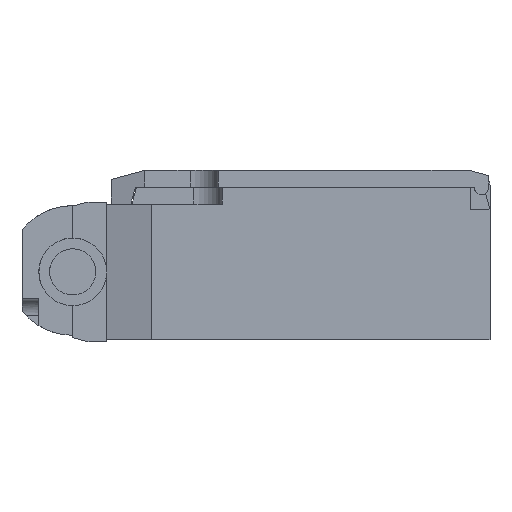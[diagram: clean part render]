
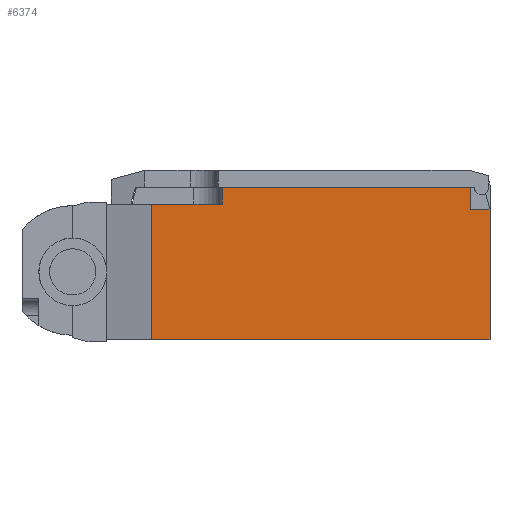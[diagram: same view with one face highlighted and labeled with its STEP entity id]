
A CAD part, front view. The second image highlights one B-rep face of the part: STEP entity #6374.
In plain terms, the highlighted planar face has unit normal (0, -1, 0).
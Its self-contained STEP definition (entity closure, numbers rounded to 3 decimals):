
#446=FACE_OUTER_BOUND($,#828,.T.);
#828=EDGE_LOOP($,(#4563,#4564,#4565,#4566,#4567,#4568,#4569,#4570));
#1247=LINE($,#9081,#1970);
#1301=LINE($,#9279,#2024);
#1350=LINE($,#9392,#2073);
#1373=LINE($,#9442,#2096);
#1379=LINE($,#9454,#2102);
#1380=LINE($,#9456,#2103);
#1381=LINE($,#9458,#2104);
#1382=LINE($,#9459,#2105);
#1970=VECTOR($,#7281,12.5);
#2024=VECTOR($,#7413,44.);
#2073=VECTOR($,#7508,60.);
#2096=VECTOR($,#7565,3.);
#2102=VECTOR($,#7583,24.);
#2103=VECTOR($,#7584,23.);
#2104=VECTOR($,#7585,3.5);
#2105=VECTOR($,#7586,4.);
#2684=VERTEX_POINT($,#9078);
#2685=VERTEX_POINT($,#9080);
#2740=VERTEX_POINT($,#9276);
#2741=VERTEX_POINT($,#9278);
#2781=VERTEX_POINT($,#9390);
#2782=VERTEX_POINT($,#9391);
#2793=VERTEX_POINT($,#9455);
#2794=VERTEX_POINT($,#9457);
#3315=EDGE_CURVE($,#2685,#2684,#1247,.T.);
#3391=EDGE_CURVE($,#2741,#2740,#1301,.T.);
#3445=EDGE_CURVE($,#2781,#2782,#1350,.T.);
#3472=EDGE_CURVE($,#2740,#2685,#1373,.T.);
#3478=EDGE_CURVE($,#2782,#2684,#1379,.T.);
#3479=EDGE_CURVE($,#2781,#2793,#1380,.T.);
#3480=EDGE_CURVE($,#2793,#2794,#1381,.T.);
#3481=EDGE_CURVE($,#2794,#2741,#1382,.T.);
#4563=ORIENTED_EDGE($,*,*,#3472,.T.);
#4564=ORIENTED_EDGE($,*,*,#3315,.T.);
#4565=ORIENTED_EDGE($,*,*,#3478,.F.);
#4566=ORIENTED_EDGE($,*,*,#3445,.F.);
#4567=ORIENTED_EDGE($,*,*,#3479,.T.);
#4568=ORIENTED_EDGE($,*,*,#3480,.T.);
#4569=ORIENTED_EDGE($,*,*,#3481,.T.);
#4570=ORIENTED_EDGE($,*,*,#3391,.T.);
#6069=PLANE($,#6790);
#6374=ADVANCED_FACE($,(#446),#6069,.T.);
#6790=AXIS2_PLACEMENT_3D($,#9453,#7581,#7582);
#7281=DIRECTION($,(-1.,0.,0.));
#7413=DIRECTION($,(-1.,0.,0.));
#7508=DIRECTION($,(-1.,0.,0.));
#7565=DIRECTION($,(0.,0.,-1.));
#7581=DIRECTION('center_axis',(0.,-1.,0.));
#7582=DIRECTION('ref_axis',(0.,0.,1.));
#7583=DIRECTION($,(0.,0.,1.));
#7584=DIRECTION($,(0.,0.,1.));
#7585=DIRECTION($,(-1.,0.,0.));
#7586=DIRECTION($,(0.,0.,1.));
#9078=CARTESIAN_POINT('',(-60.,0.,24.));
#9080=CARTESIAN_POINT('',(-47.5,0.,24.));
#9081=CARTESIAN_POINT($,(-47.5,0.,24.));
#9276=CARTESIAN_POINT('',(-47.5,0.,27.));
#9278=CARTESIAN_POINT('',(-3.5,0.,27.));
#9279=CARTESIAN_POINT($,(-3.5,0.,27.));
#9390=CARTESIAN_POINT('',(0.,0.,0.));
#9391=CARTESIAN_POINT('',(-60.,0.,0.));
#9392=CARTESIAN_POINT($,(0.,0.,0.));
#9442=CARTESIAN_POINT($,(-47.5,0.,27.));
#9453=CARTESIAN_POINT('Origin',(0.,0.,0.));
#9454=CARTESIAN_POINT($,(-60.,0.,0.));
#9455=CARTESIAN_POINT('',(0.,0.,23.));
#9456=CARTESIAN_POINT($,(0.,0.,0.));
#9457=CARTESIAN_POINT('',(-3.5,0.,23.));
#9458=CARTESIAN_POINT($,(0.,0.,23.));
#9459=CARTESIAN_POINT($,(-3.5,0.,23.));
